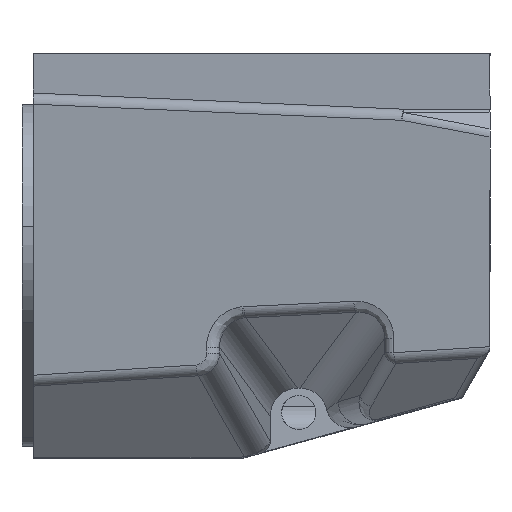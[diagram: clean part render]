
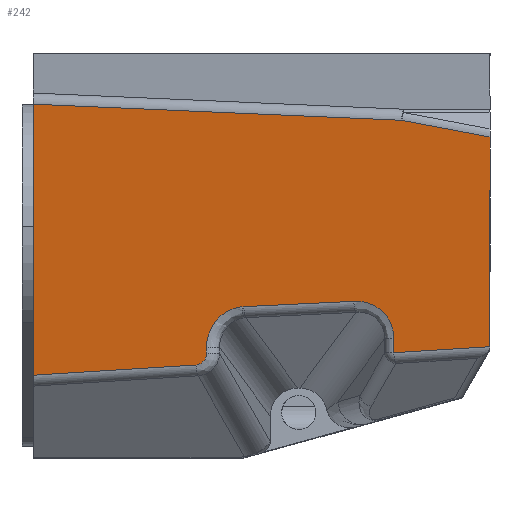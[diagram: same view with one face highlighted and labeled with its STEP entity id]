
A CAD part, top view. The second image highlights one B-rep face of the part: STEP entity #242.
In plain terms, the highlighted planar face has unit normal (-0.174, 0, 0.985).
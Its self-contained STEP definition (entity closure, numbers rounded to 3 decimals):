
#66 = CARTESIAN_POINT ( 'NONE',  ( -55.873, 39.112, 14.724 ) ) ;
#159 = VERTEX_POINT ( 'NONE', #2556 ) ;
#164 = ORIENTED_EDGE ( 'NONE', *, *, #2455, .F. ) ;
#179 = ORIENTED_EDGE ( 'NONE', *, *, #3880, .F. ) ;
#223 = LINE ( 'NONE', #919, #4497 ) ;
#242 = ADVANCED_FACE ( 'NONE', ( #1768 ), #939, .T. ) ;
#261 = CARTESIAN_POINT ( 'NONE',  ( -83.866, 6.44, 9.788 ) ) ;
#298 = VERTEX_POINT ( 'NONE', #3753 ) ;
#331 =( BOUNDED_CURVE ( )  B_SPLINE_CURVE ( 3, ( #337, #717, #2524, #1430 ),
 .UNSPECIFIED., .F., .F. ) 
 B_SPLINE_CURVE_WITH_KNOTS ( ( 4, 4 ),
 ( 2.561, 4.079 ),
 .UNSPECIFIED. ) 
 CURVE ( )  GEOMETRIC_REPRESENTATION_ITEM ( )  RATIONAL_B_SPLINE_CURVE ( ( 1., 0.817, 0.817, 1. ) ) 
 REPRESENTATION_ITEM ( '' )  );
#337 = CARTESIAN_POINT ( 'NONE',  ( -57.244, 0.852, 14.482 ) ) ;
#347 = VERTEX_POINT ( 'NONE', #2358 ) ;
#394 = ORIENTED_EDGE ( 'NONE', *, *, #457, .F. ) ;
#457 = EDGE_CURVE ( 'NONE', #1277, #3602, #2549, .T. ) ;
#521 = AXIS2_PLACEMENT_3D ( 'NONE', #4048, #1988, #956 ) ;
#565 = EDGE_CURVE ( 'NONE', #1752, #3161, #3926, .T. ) ;
#566 = VECTOR ( 'NONE', #602, 1000. ) ;
#602 = DIRECTION ( 'NONE',  ( 0., -1., 0. ) ) ;
#717 = CARTESIAN_POINT ( 'NONE',  ( -57.244, 4.923, 14.482 ) ) ;
#784 = EDGE_CURVE ( 'NONE', #994, #298, #1649, .T. ) ;
#893 = CARTESIAN_POINT ( 'NONE',  ( -90.075, -1.672, 8.693 ) ) ;
#894 = CARTESIAN_POINT ( 'NONE',  ( -40.4, 37.002, 17.452 ) ) ;
#919 = CARTESIAN_POINT ( 'NONE',  ( -120.4, -241.181, 3.346 ) ) ;
#938 = ORIENTED_EDGE ( 'NONE', *, *, #4390, .F. ) ;
#939 = PLANE ( 'NONE',  #521 ) ;
#949 = VERTEX_POINT ( 'NONE', #4247 ) ;
#956 = DIRECTION ( 'NONE',  ( -0.985, 0., -0.174 ) ) ;
#984 = DIRECTION ( 'NONE',  ( 0., 1., 0. ) ) ;
#994 = VERTEX_POINT ( 'NONE', #66 ) ;
#1024 = EDGE_CURVE ( 'NONE', #298, #3684, #2763, .T. ) ;
#1031 = LINE ( 'NONE', #3452, #2555 ) ;
#1082 = CARTESIAN_POINT ( 'NONE',  ( -83.54, 6.464, 9.845 ) ) ;
#1091 = ORIENTED_EDGE ( 'NONE', *, *, #4144, .F. ) ;
#1106 = CARTESIAN_POINT ( 'NONE',  ( -54.824, -1.465, 14.909 ) ) ;
#1124 = CARTESIAN_POINT ( 'NONE',  ( -83.866, 6.44, 9.788 ) ) ;
#1224 = VECTOR ( 'NONE', #1261, 1000. ) ;
#1261 = DIRECTION ( 'NONE',  ( 0., -1., 0. ) ) ;
#1277 = VERTEX_POINT ( 'NONE', #3271 ) ;
#1279 = DIRECTION ( 'NONE',  ( 0.968, -0.183, 0.171 ) ) ;
#1358 = ORIENTED_EDGE ( 'NONE', *, *, #565, .F. ) ;
#1384 = VERTEX_POINT ( 'NONE', #3659 ) ;
#1392 = VECTOR ( 'NONE', #3418, 1000. ) ;
#1430 = CARTESIAN_POINT ( 'NONE',  ( -64.264, 7.391, 13.244 ) ) ;
#1466 = DIRECTION ( 'NONE',  ( -0.983, -0.061, -0.173 ) ) ;
#1615 = CARTESIAN_POINT ( 'NONE',  ( -91.915, -3.767, 8.368 ) ) ;
#1649 = LINE ( 'NONE', #4013, #3002 ) ;
#1658 = DIRECTION ( 'NONE',  ( 0., 1., 0. ) ) ;
#1694 = VECTOR ( 'NONE', #984, 1000. ) ;
#1752 = VERTEX_POINT ( 'NONE', #3082 ) ;
#1768 = FACE_OUTER_BOUND ( 'NONE', #4401, .T. ) ;
#1780 = CARTESIAN_POINT ( 'NONE',  ( -120.4, -5.534, 3.346 ) ) ;
#1814 = EDGE_CURVE ( 'NONE', #3208, #1277, #2320, .T. ) ;
#1938 = EDGE_CURVE ( 'NONE', #949, #3208, #331, .T. ) ;
#1958 = CARTESIAN_POINT ( 'NONE',  ( -54.824, -1.465, 14.909 ) ) ;
#1961 = CARTESIAN_POINT ( 'NONE',  ( -90.075, -2.848, 8.693 ) ) ;
#1968 = LINE ( 'NONE', #1958, #3401 ) ;
#1982 = ORIENTED_EDGE ( 'NONE', *, *, #1024, .F. ) ;
#1988 = DIRECTION ( 'NONE',  ( -0.174, 0., 0.985 ) ) ;
#2014 = DIRECTION ( 'NONE',  ( -0.983, -0.061, -0.173 ) ) ;
#2053 = CARTESIAN_POINT ( 'NONE',  ( -90.075, 3.19, 8.693 ) ) ;
#2067 = CARTESIAN_POINT ( 'NONE',  ( -90.075, -0.726, 8.693 ) ) ;
#2113 = DIRECTION ( 'NONE',  ( 0.984, -0.043, 0.173 ) ) ;
#2320 = LINE ( 'NONE', #4456, #1392 ) ;
#2337 = ORIENTED_EDGE ( 'NONE', *, *, #1814, .F. ) ;
#2358 = CARTESIAN_POINT ( 'NONE',  ( -57.244, -1.616, 14.482 ) ) ;
#2455 = EDGE_CURVE ( 'NONE', #1384, #1752, #3594, .T. ) ;
#2524 = CARTESIAN_POINT ( 'NONE',  ( -60.108, 7.59, 13.977 ) ) ;
#2549 =( BOUNDED_CURVE ( )  B_SPLINE_CURVE ( 3, ( #1082, #4209, #3539, #1124 ),
 .UNSPECIFIED., .F., .F. ) 
 B_SPLINE_CURVE_WITH_KNOTS ( ( 4, 4 ),
 ( 6.236, 6.283 ),
 .UNSPECIFIED. ) 
 CURVE ( )  GEOMETRIC_REPRESENTATION_ITEM ( )  RATIONAL_B_SPLINE_CURVE ( ( 1., 1., 1., 1. ) ) 
 REPRESENTATION_ITEM ( '' )  );
#2555 = VECTOR ( 'NONE', #2113, 1000. ) ;
#2556 = CARTESIAN_POINT ( 'NONE',  ( -120.4, 41.949, 3.346 ) ) ;
#2569 = ORIENTED_EDGE ( 'NONE', *, *, #1938, .F. ) ;
#2594 = VECTOR ( 'NONE', #1466, 1000. ) ;
#2763 = LINE ( 'NONE', #894, #566 ) ;
#2786 = ORIENTED_EDGE ( 'NONE', *, *, #784, .F. ) ;
#2818 = CARTESIAN_POINT ( 'NONE',  ( -91.915, -3.767, 8.368 ) ) ;
#2887 = CARTESIAN_POINT ( 'NONE',  ( -40.4, -0.571, 17.452 ) ) ;
#2939 = VERTEX_POINT ( 'NONE', #1780 ) ;
#3002 = VECTOR ( 'NONE', #1279, 1000. ) ;
#3068 = CARTESIAN_POINT ( 'NONE',  ( -57.244, 1.216, 14.482 ) ) ;
#3082 = CARTESIAN_POINT ( 'NONE',  ( -90.075, -1.672, 8.693 ) ) ;
#3097 = CARTESIAN_POINT ( 'NONE',  ( -90.823, -3.699, 8.561 ) ) ;
#3161 = VERTEX_POINT ( 'NONE', #2818 ) ;
#3208 = VERTEX_POINT ( 'NONE', #3322 ) ;
#3271 = CARTESIAN_POINT ( 'NONE',  ( -83.54, 6.464, 9.845 ) ) ;
#3322 = CARTESIAN_POINT ( 'NONE',  ( -64.264, 7.391, 13.244 ) ) ;
#3401 = VECTOR ( 'NONE', #2014, 1000. ) ;
#3418 = DIRECTION ( 'NONE',  ( -0.984, -0.047, -0.173 ) ) ;
#3442 = LINE ( 'NONE', #3068, #1694 ) ;
#3452 = CARTESIAN_POINT ( 'NONE',  ( -61.102, 39.342, 13.802 ) ) ;
#3488 = LINE ( 'NONE', #1106, #2594 ) ;
#3539 = CARTESIAN_POINT ( 'NONE',  ( -83.757, 6.45, 9.807 ) ) ;
#3594 = LINE ( 'NONE', #4002, #1224 ) ;
#3602 = VERTEX_POINT ( 'NONE', #3748 ) ;
#3627 = ORIENTED_EDGE ( 'NONE', *, *, #4234, .F. ) ;
#3636 = ORIENTED_EDGE ( 'NONE', *, *, #4224, .F. ) ;
#3659 = CARTESIAN_POINT ( 'NONE',  ( -90.075, -0.726, 8.693 ) ) ;
#3684 = VERTEX_POINT ( 'NONE', #2887 ) ;
#3748 = CARTESIAN_POINT ( 'NONE',  ( -83.866, 6.44, 9.788 ) ) ;
#3753 = CARTESIAN_POINT ( 'NONE',  ( -40.4, 36.183, 17.452 ) ) ;
#3880 = EDGE_CURVE ( 'NONE', #3602, #1384, #4004, .T. ) ;
#3926 =( BOUNDED_CURVE ( )  B_SPLINE_CURVE ( 3, ( #893, #1961, #3097, #1615 ),
 .UNSPECIFIED., .F., .F. ) 
 B_SPLINE_CURVE_WITH_KNOTS ( ( 4, 4 ),
 ( 1.65, 3.155 ),
 .UNSPECIFIED. ) 
 CURVE ( )  GEOMETRIC_REPRESENTATION_ITEM ( )  RATIONAL_B_SPLINE_CURVE ( ( 1., 0.82, 0.82, 1. ) ) 
 REPRESENTATION_ITEM ( '' )  );
#4002 = CARTESIAN_POINT ( 'NONE',  ( -90.075, -1., 8.693 ) ) ;
#4004 =( BOUNDED_CURVE ( )  B_SPLINE_CURVE ( 3, ( #261, #4109, #2053, #2067 ),
 .UNSPECIFIED., .F., .F. ) 
 B_SPLINE_CURVE_WITH_KNOTS ( ( 4, 4 ),
 ( 0., 1.471 ),
 .UNSPECIFIED. ) 
 CURVE ( )  GEOMETRIC_REPRESENTATION_ITEM ( )  RATIONAL_B_SPLINE_CURVE ( ( 1., 0.828, 0.828, 1. ) ) 
 REPRESENTATION_ITEM ( '' )  );
#4013 = CARTESIAN_POINT ( 'NONE',  ( -40.545, 36.21, 17.426 ) ) ;
#4048 = CARTESIAN_POINT ( 'NONE',  ( -40.4, -241.181, 17.452 ) ) ;
#4109 = CARTESIAN_POINT ( 'NONE',  ( -87.574, 6.076, 9.134 ) ) ;
#4144 = EDGE_CURVE ( 'NONE', #159, #994, #1031, .T. ) ;
#4185 = EDGE_CURVE ( 'NONE', #3161, #2939, #1968, .T. ) ;
#4209 = CARTESIAN_POINT ( 'NONE',  ( -83.649, 6.458, 9.826 ) ) ;
#4224 = EDGE_CURVE ( 'NONE', #2939, #159, #223, .T. ) ;
#4234 = EDGE_CURVE ( 'NONE', #347, #949, #3442, .T. ) ;
#4247 = CARTESIAN_POINT ( 'NONE',  ( -57.244, 0.852, 14.482 ) ) ;
#4385 = ORIENTED_EDGE ( 'NONE', *, *, #4185, .F. ) ;
#4390 = EDGE_CURVE ( 'NONE', #3684, #347, #3488, .T. ) ;
#4401 = EDGE_LOOP ( 'NONE', ( #3636, #4385, #1358, #164, #179, #394, #2337, #2569, #3627, #938, #1982, #2786, #1091 ) ) ;
#4456 = CARTESIAN_POINT ( 'NONE',  ( -52.021, 7.979, 15.403 ) ) ;
#4497 = VECTOR ( 'NONE', #1658, 1000. ) ;
